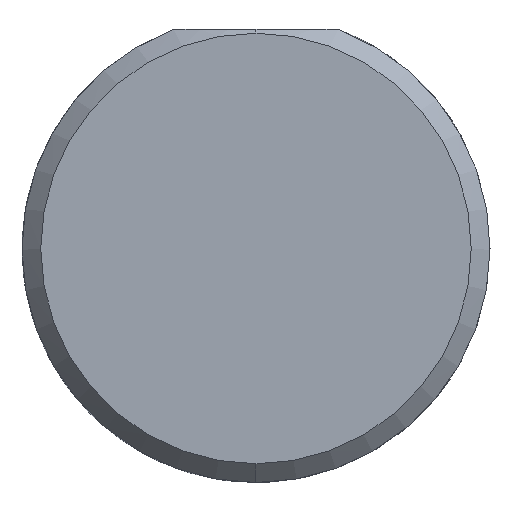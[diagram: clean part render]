
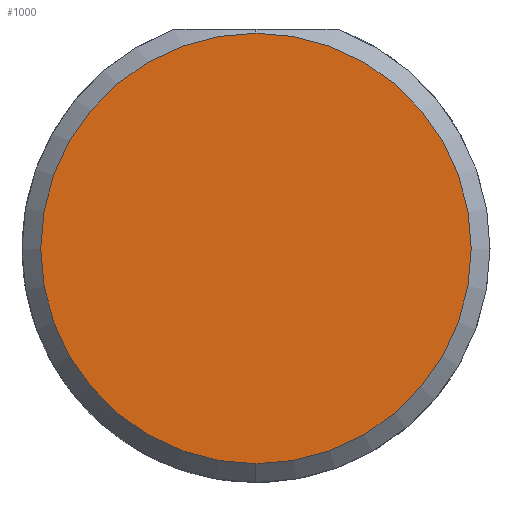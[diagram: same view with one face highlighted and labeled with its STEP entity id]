
A CAD part, left-side view. The second image highlights one B-rep face of the part: STEP entity #1000.
In plain terms, the highlighted planar face has unit normal (-1, 0, 0).
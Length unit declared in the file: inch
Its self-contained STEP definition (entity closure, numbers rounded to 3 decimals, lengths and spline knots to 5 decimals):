
#144 = DIRECTION ( 'NONE',  ( 1., 0., 0. ) ) ;
#207 = CARTESIAN_POINT ( 'NONE',  ( 0., 0., 0. ) ) ;
#258 = FACE_OUTER_BOUND ( 'NONE', #275, .T. ) ;
#275 = EDGE_LOOP ( 'NONE', ( #1144, #1154 ) ) ;
#277 = EDGE_CURVE ( 'NONE', #983, #380, #564, .T. ) ;
#325 = AXIS2_PLACEMENT_3D ( 'NONE', #615, #1172, #610 ) ;
#376 = EDGE_CURVE ( 'NONE', #380, #983, #1068, .T. ) ;
#380 = VERTEX_POINT ( 'NONE', #1080 ) ;
#383 = DIRECTION ( 'NONE',  ( -1., 0., 0. ) ) ;
#564 = CIRCLE ( 'NONE', #666, 0.17235 ) ;
#604 = AXIS2_PLACEMENT_3D ( 'NONE', #1186, #144, #819 ) ;
#610 = DIRECTION ( 'NONE',  ( 0., 0., -1. ) ) ;
#615 = CARTESIAN_POINT ( 'NONE',  ( 0., 0., 0. ) ) ;
#666 = AXIS2_PLACEMENT_3D ( 'NONE', #207, #383, #1156 ) ;
#739 = CARTESIAN_POINT ( 'NONE',  ( 0., 0., -0.17235 ) ) ;
#819 = DIRECTION ( 'NONE',  ( 0., 0., -1. ) ) ;
#983 = VERTEX_POINT ( 'NONE', #739 ) ;
#992 = PLANE ( 'NONE',  #604 ) ;
#1000 = ADVANCED_FACE ( 'NONE', ( #258 ), #992, .F. ) ;
#1068 = CIRCLE ( 'NONE', #325, 0.17235 ) ;
#1080 = CARTESIAN_POINT ( 'NONE',  ( 0., 0., 0.17235 ) ) ;
#1144 = ORIENTED_EDGE ( 'NONE', *, *, #277, .T. ) ;
#1154 = ORIENTED_EDGE ( 'NONE', *, *, #376, .T. ) ;
#1156 = DIRECTION ( 'NONE',  ( 0., 0., -1. ) ) ;
#1172 = DIRECTION ( 'NONE',  ( -1., 0., 0. ) ) ;
#1186 = CARTESIAN_POINT ( 'NONE',  ( 0., 0., 0. ) ) ;
